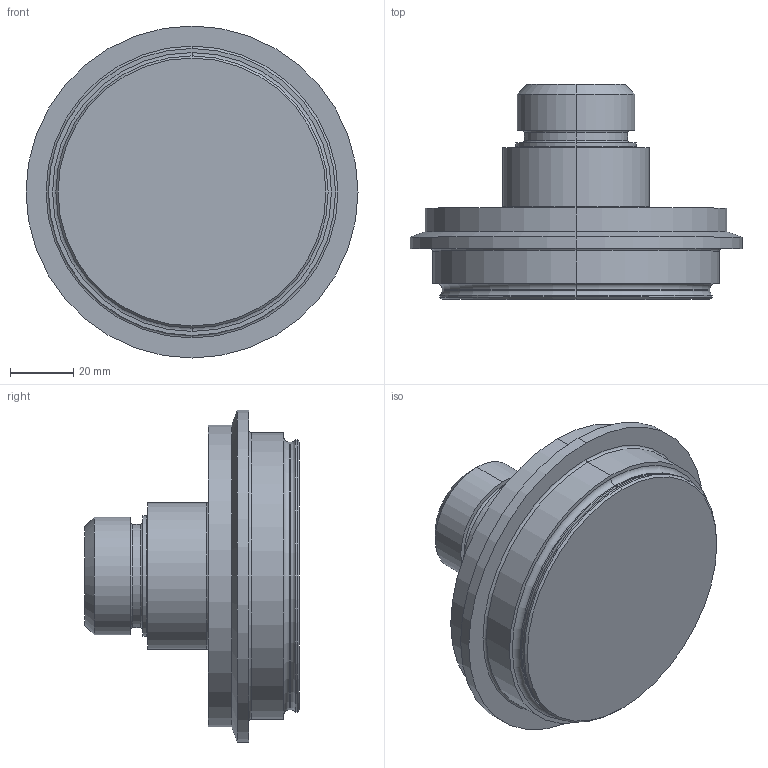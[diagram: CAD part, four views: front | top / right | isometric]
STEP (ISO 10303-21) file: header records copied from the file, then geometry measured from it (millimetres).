
FILE_DESCRIPTION (( 'STEP AP214' ), '1' );
FILE_NAME ('122307.STEP', '2017-11-03T19:44:41', ( '' ), ( '' ), 'SwSTEP 2.0', 'SolidWorks 2014', '' );
FILE_SCHEMA (( 'AUTOMOTIVE_DESIGN' ));
Length unit declared in the file: inch
Products named in the file (1): 122307
Bounding box: 104.78 x 67.82 x 104.78 mm (x, y, z)
Volume: 249655.8 mm3; surface area: 30308 mm2
Topology: 1 solids, 1 shells, 46 faces, 90 edges, 52 vertices
Faces by surface type: cylinder 18, torus 14, plane 8, cone 6
Entity records: 1228 total; most frequent: DIRECTION 250, CARTESIAN_POINT 189, ORIENTED_EDGE 180, AXIS2_PLACEMENT_3D 113, EDGE_CURVE 90, CIRCLE 66, EDGE_LOOP 52, VERTEX_POINT 52
